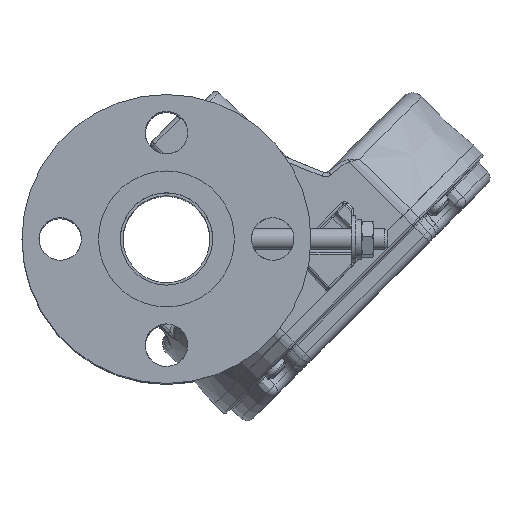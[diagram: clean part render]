
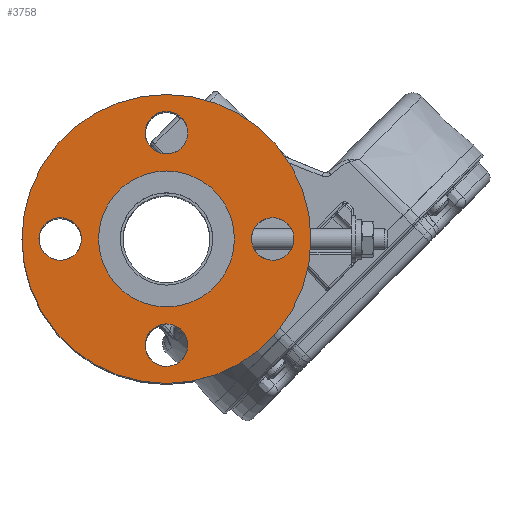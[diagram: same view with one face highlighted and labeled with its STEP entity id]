
A CAD part, top view. The second image highlights one B-rep face of the part: STEP entity #3758.
In plain terms, the highlighted planar face has unit normal (0, 0, 1).
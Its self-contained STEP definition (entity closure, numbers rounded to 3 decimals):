
#3758=ADVANCED_FACE('',(#4141,#4142,#4143,#4144,#4145,#4146),#3960,.T.);
#3960=PLANE('',#14225);
#4141=FACE_BOUND('',#5095,.T.);
#4142=FACE_BOUND('',#5096,.T.);
#4143=FACE_BOUND('',#5097,.T.);
#4144=FACE_BOUND('',#5098,.T.);
#4145=FACE_BOUND('',#5099,.T.);
#4146=FACE_BOUND('',#5100,.T.);
#5095=EDGE_LOOP('',(#8711));
#5096=EDGE_LOOP('',(#8712));
#5097=EDGE_LOOP('',(#8713));
#5098=EDGE_LOOP('',(#8714));
#5099=EDGE_LOOP('',(#8715));
#5100=EDGE_LOOP('',(#8716));
#8711=ORIENTED_EDGE('',*,*,#11665,.T.);
#8712=ORIENTED_EDGE('',*,*,#11666,.T.);
#8713=ORIENTED_EDGE('',*,*,#11667,.T.);
#8714=ORIENTED_EDGE('',*,*,#11668,.T.);
#8715=ORIENTED_EDGE('',*,*,#11669,.F.);
#8716=ORIENTED_EDGE('',*,*,#11670,.F.);
#9857=VERTEX_POINT('',#37089);
#9858=VERTEX_POINT('',#37091);
#9859=VERTEX_POINT('',#37093);
#9860=VERTEX_POINT('',#37095);
#9861=VERTEX_POINT('',#37097);
#9862=VERTEX_POINT('',#37099);
#11665=EDGE_CURVE('',#9857,#9857,#12574,.T.);
#11666=EDGE_CURVE('',#9858,#9858,#12575,.T.);
#11667=EDGE_CURVE('',#9859,#9859,#12576,.T.);
#11668=EDGE_CURVE('',#9860,#9860,#12577,.T.);
#11669=EDGE_CURVE('',#9861,#9861,#12578,.T.);
#11670=EDGE_CURVE('',#9862,#9862,#12579,.T.);
#12574=CIRCLE('',#14219,7.95);
#12575=CIRCLE('',#14220,7.95);
#12576=CIRCLE('',#14221,7.95);
#12577=CIRCLE('',#14222,7.95);
#12578=CIRCLE('',#14223,25.4);
#12579=CIRCLE('',#14224,54.);
#14219=AXIS2_PLACEMENT_3D('',#37088,#18081,#18082);
#14220=AXIS2_PLACEMENT_3D('',#37090,#18083,#18084);
#14221=AXIS2_PLACEMENT_3D('',#37092,#18085,#18086);
#14222=AXIS2_PLACEMENT_3D('',#37094,#18087,#18088);
#14223=AXIS2_PLACEMENT_3D('',#37096,#18089,#18090);
#14224=AXIS2_PLACEMENT_3D('',#37098,#18091,#18092);
#14225=AXIS2_PLACEMENT_3D('',#37100,#18093,#18094);
#18081=DIRECTION('',(0.,0.,-1.));
#18082=DIRECTION('',(-0.707,-0.707,0.));
#18083=DIRECTION('',(0.,0.,-1.));
#18084=DIRECTION('',(0.707,-0.707,0.));
#18085=DIRECTION('',(0.,0.,-1.));
#18086=DIRECTION('',(0.707,0.707,0.));
#18087=DIRECTION('',(0.,0.,-1.));
#18088=DIRECTION('',(-0.707,0.707,0.));
#18089=DIRECTION('',(0.,0.,1.));
#18090=DIRECTION('',(1.,0.,0.));
#18091=DIRECTION('',(0.,0.,-1.));
#18092=DIRECTION('',(-1.,0.,0.));
#18093=DIRECTION('',(0.,0.,1.));
#18094=DIRECTION('',(-1.,0.,0.));
#37088=CARTESIAN_POINT('',(-1.588,39.7,185.413));
#37089=CARTESIAN_POINT('',(-7.209,34.079,185.413));
#37090=CARTESIAN_POINT('',(-41.288,0.,185.413));
#37091=CARTESIAN_POINT('',(-35.666,-5.621,185.413));
#37092=CARTESIAN_POINT('',(-1.588,-39.7,185.413));
#37093=CARTESIAN_POINT('',(4.034,-34.079,185.413));
#37094=CARTESIAN_POINT('',(38.113,0.,185.413));
#37095=CARTESIAN_POINT('',(32.491,5.621,185.413));
#37096=CARTESIAN_POINT('',(-1.588,0.,185.413));
#37097=CARTESIAN_POINT('',(23.813,0.,185.413));
#37098=CARTESIAN_POINT('',(-1.588,0.,185.413));
#37099=CARTESIAN_POINT('',(-55.588,0.,185.413));
#37100=CARTESIAN_POINT('',(-1.588,0.,185.413));
